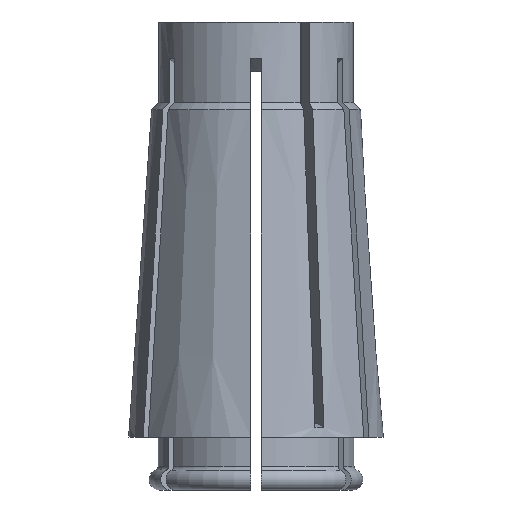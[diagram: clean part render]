
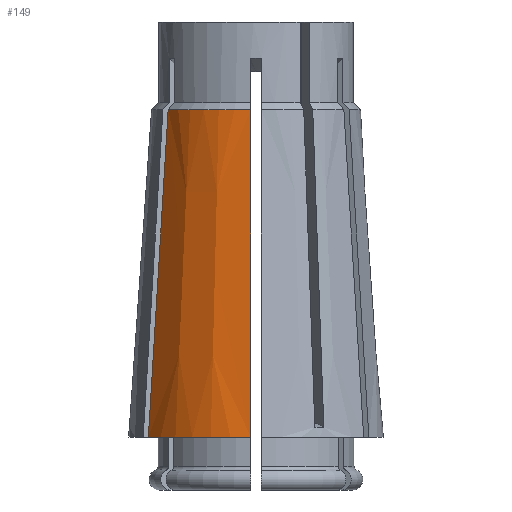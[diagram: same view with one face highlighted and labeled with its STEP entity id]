
A CAD part, front view. The second image highlights one B-rep face of the part: STEP entity #149.
In plain terms, the highlighted conical face has half-angle 4 degrees and reference radius 12.28 mm.
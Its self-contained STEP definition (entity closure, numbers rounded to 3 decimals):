
#135 = VERTEX_POINT ( 'NONE', #1776 ) ;
#149 = ADVANCED_FACE ( 'NONE', ( #562 ), #489, .T. ) ;
#284 = CARTESIAN_POINT ( 'NONE',  ( -8.639, -5.565, -11.35 ) ) ;
#301 = CARTESIAN_POINT ( 'NONE',  ( -8.465, -5.465, -8.476 ) ) ;
#353 = ORIENTED_EDGE ( 'NONE', *, *, #1944, .F. ) ;
#489 = CONICAL_SURFACE ( 'NONE', #1532, 12.28, 0.07 ) ;
#562 = FACE_OUTER_BOUND ( 'NONE', #1827, .T. ) ;
#578 = CARTESIAN_POINT ( 'NONE',  ( -8.814, -5.666, -14.224 ) ) ;
#708 = VERTEX_POINT ( 'NONE', #852 ) ;
#753 = CARTESIAN_POINT ( 'NONE',  ( -0.5, -12.27, -40. ) ) ;
#764 = CARTESIAN_POINT ( 'NONE',  ( -0.5, -12.174, -38.627 ) ) ;
#852 = CARTESIAN_POINT ( 'NONE',  ( -8.465, -5.465, -8.476 ) ) ;
#1104 = CARTESIAN_POINT ( 'NONE',  ( 0., 0., -40. ) ) ;
#1237 = AXIS2_PLACEMENT_3D ( 'NONE', #3476, #3453, #3436 ) ;
#1314 = CARTESIAN_POINT ( 'NONE',  ( -0.5, -12.078, -37.254 ) ) ;
#1324 = CARTESIAN_POINT ( 'NONE',  ( -0.5, -11.982, -35.881 ) ) ;
#1338 = CARTESIAN_POINT ( 'NONE',  ( -0.5, -11.46, -28.425 ) ) ;
#1357 = CARTESIAN_POINT ( 'NONE',  ( -0.5, -10.938, -20.97 ) ) ;
#1407 = DIRECTION ( 'NONE',  ( 1., 0., 0. ) ) ;
#1453 = B_SPLINE_CURVE_WITH_KNOTS ( 'NONE', 3,
 ( #753, #764, #1314, #1324, #1338, #1357, #1601, #1616, #1881, #1914 ),
 .UNSPECIFIED., .F., .F.,
 ( 4, 3, 3, 4 ),
 ( 0.018, 0.022, 0.045, 0.05 ),
 .UNSPECIFIED. ) ;
#1517 = CIRCLE ( 'NONE', #1237, 10.076 ) ;
#1532 = AXIS2_PLACEMENT_3D ( 'NONE', #2749, #3056, #2716 ) ;
#1601 = CARTESIAN_POINT ( 'NONE',  ( -0.5, -10.416, -13.515 ) ) ;
#1616 = CARTESIAN_POINT ( 'NONE',  ( -0.5, -10.299, -11.835 ) ) ;
#1709 = ORIENTED_EDGE ( 'NONE', *, *, #2151, .T. ) ;
#1776 = CARTESIAN_POINT ( 'NONE',  ( -0.5, -10.063, -8.476 ) ) ;
#1827 = EDGE_LOOP ( 'NONE', ( #2941, #2335, #1709, #353 ) ) ;
#1881 = CARTESIAN_POINT ( 'NONE',  ( -0.5, -10.181, -10.156 ) ) ;
#1914 = CARTESIAN_POINT ( 'NONE',  ( -0.5, -10.063, -8.476 ) ) ;
#1944 = EDGE_CURVE ( 'NONE', #708, #135, #1517, .T. ) ;
#2021 = CARTESIAN_POINT ( 'NONE',  ( -9.451, -6.034, -24.732 ) ) ;
#2047 = VERTEX_POINT ( 'NONE', #3177 ) ;
#2078 = EDGE_CURVE ( 'NONE', #2776, #708, #3245, .T. ) ;
#2151 = EDGE_CURVE ( 'NONE', #2047, #135, #1453, .T. ) ;
#2278 = CIRCLE ( 'NONE', #3501, 12.28 ) ;
#2335 = ORIENTED_EDGE ( 'NONE', *, *, #3761, .T. ) ;
#2363 = CARTESIAN_POINT ( 'NONE',  ( -9.913, -6.301, -32.366 ) ) ;
#2565 = CARTESIAN_POINT ( 'NONE',  ( -10.376, -6.568, -40. ) ) ;
#2716 = DIRECTION ( 'NONE',  ( -1., 0., 0. ) ) ;
#2749 = CARTESIAN_POINT ( 'NONE',  ( 0., 0., -40. ) ) ;
#2776 = VERTEX_POINT ( 'NONE', #2565 ) ;
#2941 = ORIENTED_EDGE ( 'NONE', *, *, #2078, .F. ) ;
#2986 = CARTESIAN_POINT ( 'NONE',  ( -10.376, -6.568, -40. ) ) ;
#3056 = DIRECTION ( 'NONE',  ( 0., 0., -1. ) ) ;
#3177 = CARTESIAN_POINT ( 'NONE',  ( -0.5, -12.27, -40. ) ) ;
#3187 = DIRECTION ( 'NONE',  ( 0., 0., 1. ) ) ;
#3245 = B_SPLINE_CURVE_WITH_KNOTS ( 'NONE', 3,
 ( #2986, #2363, #2021, #3252, #578, #284, #301 ),
 .UNSPECIFIED., .F., .F.,
 ( 4, 3, 4 ),
 ( 0., 0.023, 0.032 ),
 .UNSPECIFIED. ) ;
#3252 = CARTESIAN_POINT ( 'NONE',  ( -8.988, -5.766, -17.097 ) ) ;
#3436 = DIRECTION ( 'NONE',  ( 1., 0., 0. ) ) ;
#3453 = DIRECTION ( 'NONE',  ( 0., 0., 1. ) ) ;
#3476 = CARTESIAN_POINT ( 'NONE',  ( 0., 0., -8.476 ) ) ;
#3501 = AXIS2_PLACEMENT_3D ( 'NONE', #1104, #3187, #1407 ) ;
#3761 = EDGE_CURVE ( 'NONE', #2776, #2047, #2278, .T. ) ;
